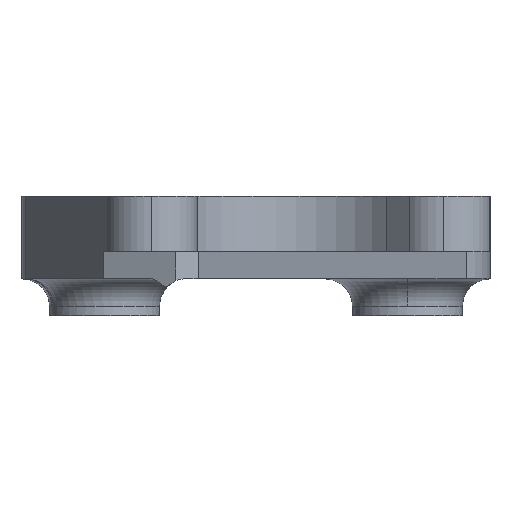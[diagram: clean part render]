
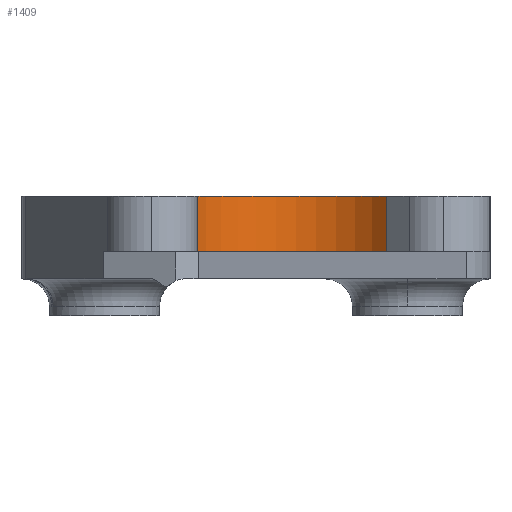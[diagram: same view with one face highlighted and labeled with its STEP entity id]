
A CAD part, left-side view. The second image highlights one B-rep face of the part: STEP entity #1409.
In plain terms, the highlighted cylindrical face has radius 13 mm (diameter 26 mm), a partial arc.
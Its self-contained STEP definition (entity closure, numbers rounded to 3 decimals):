
#37 = VERTEX_POINT ( 'NONE', #321 ) ;
#46 = VERTEX_POINT ( 'NONE', #306 ) ;
#134 = FACE_OUTER_BOUND ( 'NONE', #1392, .T. ) ;
#166 = DIRECTION ( 'NONE',  ( 0., 0., -1. ) ) ;
#167 = VECTOR ( 'NONE', #166, 1000. ) ;
#168 = CARTESIAN_POINT ( 'NONE',  ( -4.073, 12.346, 9. ) ) ;
#169 = LINE ( 'NONE', #168, #167 ) ;
#171 = CIRCLE ( 'NONE', #190, 13. ) ;
#172 = CARTESIAN_POINT ( 'NONE',  ( -4.073, 12.346, 3. ) ) ;
#173 = DIRECTION ( 'NONE',  ( 1., 0., 0. ) ) ;
#175 = DIRECTION ( 'NONE',  ( 0., 0., -1. ) ) ;
#176 = CARTESIAN_POINT ( 'NONE',  ( 8.655, -9.7, 9. ) ) ;
#179 = DIRECTION ( 'NONE',  ( 0., 0., -1. ) ) ;
#184 = VECTOR ( 'NONE', #179, 1000. ) ;
#186 = CARTESIAN_POINT ( 'NONE',  ( 0., 0., 3. ) ) ;
#190 = AXIS2_PLACEMENT_3D ( 'NONE', #186, #175, #173 ) ;
#195 = LINE ( 'NONE', #176, #184 ) ;
#207 = CARTESIAN_POINT ( 'NONE',  ( 8.655, -9.7, 3. ) ) ;
#306 = CARTESIAN_POINT ( 'NONE',  ( 8.655, -9.7, 9. ) ) ;
#321 = CARTESIAN_POINT ( 'NONE',  ( -4.073, 12.346, 9. ) ) ;
#788 = CARTESIAN_POINT ( 'NONE',  ( 0., 0., 9. ) ) ;
#831 = DIRECTION ( 'NONE',  ( 1., 0., 0. ) ) ;
#832 = DIRECTION ( 'NONE',  ( 0., 0., -1. ) ) ;
#833 = AXIS2_PLACEMENT_3D ( 'NONE', #788, #832, #831 ) ;
#845 = CIRCLE ( 'NONE', #833, 13. ) ;
#1228 = CYLINDRICAL_SURFACE ( 'NONE', #1241, 13. ) ;
#1229 = CARTESIAN_POINT ( 'NONE',  ( 0., 0., 9. ) ) ;
#1232 = DIRECTION ( 'NONE',  ( -1., 0., 0. ) ) ;
#1241 = AXIS2_PLACEMENT_3D ( 'NONE', #1229, #1272, #1232 ) ;
#1272 = DIRECTION ( 'NONE',  ( 0., 0., -1. ) ) ;
#1367 = VERTEX_POINT ( 'NONE', #172 ) ;
#1368 = EDGE_CURVE ( 'NONE', #46, #1387, #195, .T. ) ;
#1369 = EDGE_CURVE ( 'NONE', #1367, #1387, #171, .T. ) ;
#1372 = ORIENTED_EDGE ( 'NONE', *, *, #1368, .F. ) ;
#1373 = EDGE_CURVE ( 'NONE', #37, #1367, #169, .T. ) ;
#1379 = ORIENTED_EDGE ( 'NONE', *, *, #1369, .T. ) ;
#1387 = VERTEX_POINT ( 'NONE', #207 ) ;
#1388 = ORIENTED_EDGE ( 'NONE', *, *, #1373, .T. ) ;
#1392 = EDGE_LOOP ( 'NONE', ( #1388, #1379, #1372, #1424 ) ) ;
#1409 = ADVANCED_FACE ( 'NONE', ( #134 ), #1228, .F. ) ;
#1424 = ORIENTED_EDGE ( 'NONE', *, *, #1581, .F. ) ;
#1581 = EDGE_CURVE ( 'NONE', #37, #46, #845, .T. ) ;
